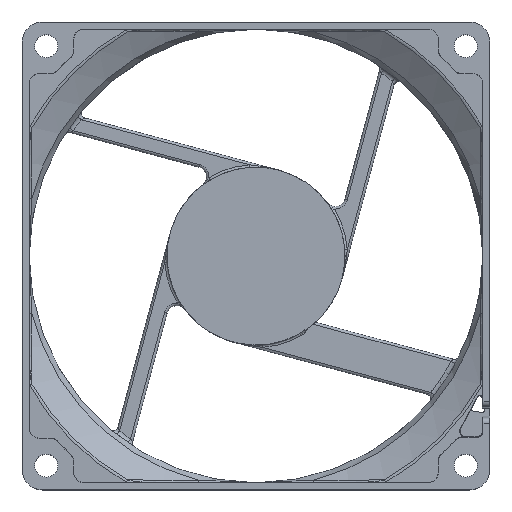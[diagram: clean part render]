
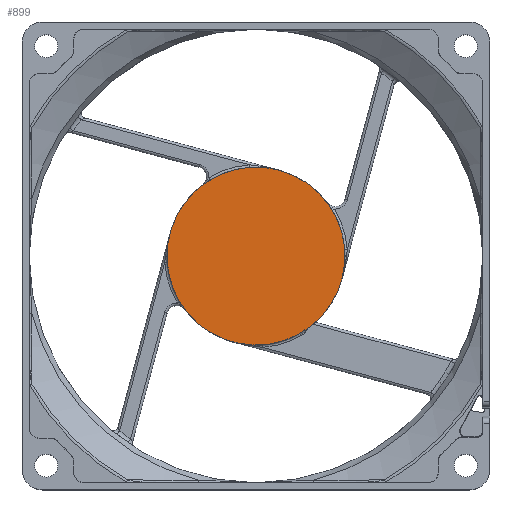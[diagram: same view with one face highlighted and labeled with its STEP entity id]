
A CAD part, top view. The second image highlights one B-rep face of the part: STEP entity #899.
In plain terms, the highlighted planar face has unit normal (0, 0, 1).
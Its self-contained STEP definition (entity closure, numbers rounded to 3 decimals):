
#287=PLANE('',#6354);
#566=FACE_OUTER_BOUND('',#2295,.T.);
#899=ADVANCED_FACE('',(#566),#287,.F.);
#2295=EDGE_LOOP('',(#3647));
#3647=ORIENTED_EDGE('',*,*,#4795,.T.);
#4228=VERTEX_POINT('',#7891);
#4795=EDGE_CURVE('',#4228,#4228,#5696,.T.);
#5696=CIRCLE('',#5947,17.5);
#5947=AXIS2_PLACEMENT_3D('',#7890,#6495,#6496);
#6354=AXIS2_PLACEMENT_3D('',#12723,#7542,#7543);
#6495=DIRECTION('',(0.,0.,1.));
#6496=DIRECTION('',(0.918,-0.396,0.));
#7542=DIRECTION('',(0.,0.,-1.));
#7543=DIRECTION('',(0.,1.,0.));
#7890=CARTESIAN_POINT('',(0.,0.,-6.5));
#7891=CARTESIAN_POINT('',(16.066,-6.938,-6.5));
#12723=CARTESIAN_POINT('',(0.,0.,-6.5));
